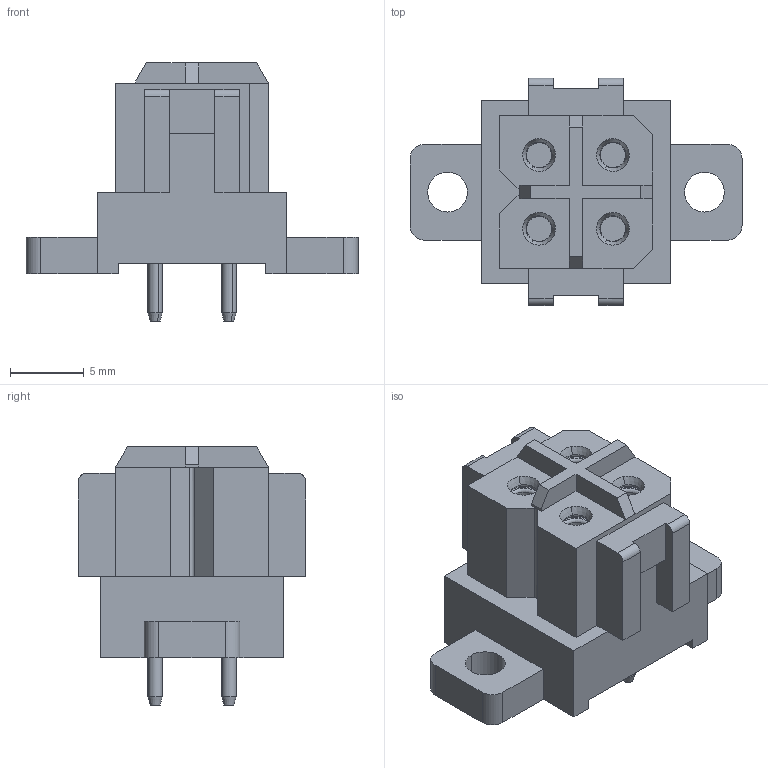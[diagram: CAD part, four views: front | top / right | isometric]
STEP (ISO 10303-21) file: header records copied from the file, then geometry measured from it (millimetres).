
FILE_DESCRIPTION(('CATIA V5 STEP Exchange','CAx-IF Rec.Pracs.--- Model Styling and Organization---1.2---2011-12-15'),'2;1');
FILE_NAME ('D1452011_0_1440700000_1440700000.stp','2018-09-20T17:25:31+00:00',('none'),('Weidmueller'),'CATIA Version 5-6 Release 2014','CATIA V5 STEP AP214','none');
FILE_SCHEMA(('AUTOMOTIVE_DESIGN { 1 0 10303 214 1 1 1 1 }'));
Length unit declared in the file: millimetre
Products named in the file (1): 1440700000
Bounding box: 22.5 x 15.4 x 17.5 mm (x, y, z)
Volume: 1778.6 mm3; surface area: 2288.3 mm2
Topology: 5 solids, 5 shells, 209 faces, 482 edges, 299 vertices
Faces by surface type: plane 92, cylinder 69, cone 32, torus 16
Entity records: 5278 total; most frequent: ORIENTED_EDGE 964, CARTESIAN_POINT 911, DIRECTION 704, EDGE_CURVE 482, AXIS2_PLACEMENT_3D 305, VERTEX_POINT 299, VECTOR 287, LINE 287
